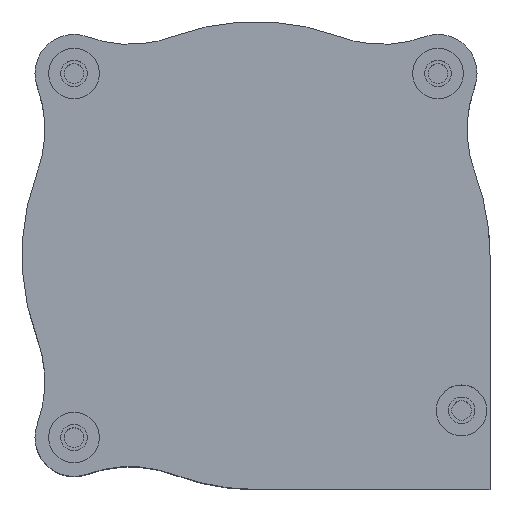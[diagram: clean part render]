
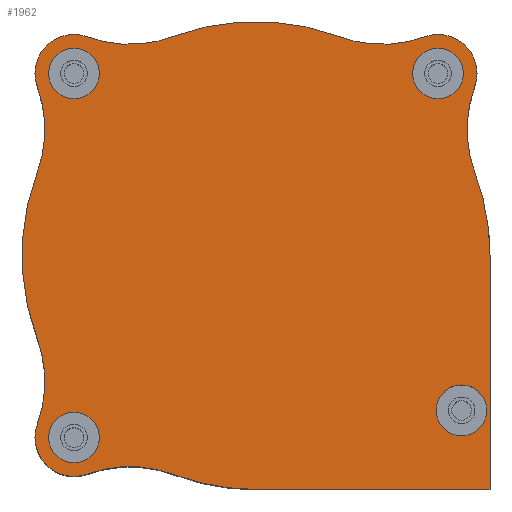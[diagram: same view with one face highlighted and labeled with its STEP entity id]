
A CAD part, top view. The second image highlights one B-rep face of the part: STEP entity #1962.
In plain terms, the highlighted planar face has unit normal (0, 0, 1).
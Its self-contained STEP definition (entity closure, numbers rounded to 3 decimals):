
#140=LINE('',#3518,#275);
#141=LINE('',#3519,#276);
#275=VECTOR('',#2806,10.);
#276=VECTOR('',#2807,10.);
#390=FACE_BOUND('',#636,.T.);
#391=FACE_BOUND('',#637,.T.);
#392=FACE_BOUND('',#638,.T.);
#393=FACE_BOUND('',#639,.T.);
#497=FACE_OUTER_BOUND('',#635,.T.);
#635=EDGE_LOOP('',(#1712,#1713,#1714,#1715,#1716,#1717,#1718,#1719,#1720,
#1721,#1722,#1723,#1724,#1725,#1726));
#636=EDGE_LOOP('',(#1727));
#637=EDGE_LOOP('',(#1728));
#638=EDGE_LOOP('',(#1729));
#639=EDGE_LOOP('',(#1730));
#744=CIRCLE('',#2147,3.25);
#748=CIRCLE('',#2154,3.25);
#752=CIRCLE('',#2161,3.25);
#756=CIRCLE('',#2168,3.25);
#762=CIRCLE('',#2179,30.);
#764=CIRCLE('',#2182,16.);
#766=CIRCLE('',#2185,5.);
#768=CIRCLE('',#2188,16.);
#770=CIRCLE('',#2191,30.);
#772=CIRCLE('',#2194,16.);
#774=CIRCLE('',#2197,5.);
#776=CIRCLE('',#2200,16.);
#778=CIRCLE('',#2203,30.);
#780=CIRCLE('',#2206,16.);
#782=CIRCLE('',#2209,5.);
#784=CIRCLE('',#2212,16.);
#786=CIRCLE('',#2215,30.);
#920=VERTEX_POINT('',#3378);
#924=VERTEX_POINT('',#3391);
#928=VERTEX_POINT('',#3404);
#932=VERTEX_POINT('',#3417);
#939=VERTEX_POINT('',#3439);
#940=VERTEX_POINT('',#3441);
#942=VERTEX_POINT('',#3447);
#944=VERTEX_POINT('',#3453);
#946=VERTEX_POINT('',#3459);
#948=VERTEX_POINT('',#3465);
#950=VERTEX_POINT('',#3471);
#952=VERTEX_POINT('',#3477);
#954=VERTEX_POINT('',#3483);
#956=VERTEX_POINT('',#3489);
#958=VERTEX_POINT('',#3495);
#960=VERTEX_POINT('',#3501);
#962=VERTEX_POINT('',#3507);
#964=VERTEX_POINT('',#3513);
#965=VERTEX_POINT('',#3517);
#1164=EDGE_CURVE('',#920,#920,#744,.T.);
#1170=EDGE_CURVE('',#924,#924,#748,.T.);
#1176=EDGE_CURVE('',#928,#928,#752,.T.);
#1182=EDGE_CURVE('',#932,#932,#756,.T.);
#1193=EDGE_CURVE('',#940,#939,#762,.T.);
#1196=EDGE_CURVE('',#942,#940,#764,.T.);
#1199=EDGE_CURVE('',#944,#942,#766,.T.);
#1202=EDGE_CURVE('',#946,#944,#768,.T.);
#1205=EDGE_CURVE('',#948,#946,#770,.T.);
#1208=EDGE_CURVE('',#950,#948,#772,.T.);
#1211=EDGE_CURVE('',#952,#950,#774,.T.);
#1214=EDGE_CURVE('',#954,#952,#776,.T.);
#1217=EDGE_CURVE('',#956,#954,#778,.T.);
#1220=EDGE_CURVE('',#958,#956,#780,.T.);
#1223=EDGE_CURVE('',#960,#958,#782,.T.);
#1226=EDGE_CURVE('',#962,#960,#784,.T.);
#1229=EDGE_CURVE('',#964,#962,#786,.T.);
#1231=EDGE_CURVE('',#939,#965,#140,.T.);
#1232=EDGE_CURVE('',#965,#964,#141,.T.);
#1712=ORIENTED_EDGE('',*,*,#1231,.T.);
#1713=ORIENTED_EDGE('',*,*,#1232,.T.);
#1714=ORIENTED_EDGE('',*,*,#1229,.T.);
#1715=ORIENTED_EDGE('',*,*,#1226,.T.);
#1716=ORIENTED_EDGE('',*,*,#1223,.T.);
#1717=ORIENTED_EDGE('',*,*,#1220,.T.);
#1718=ORIENTED_EDGE('',*,*,#1217,.T.);
#1719=ORIENTED_EDGE('',*,*,#1214,.T.);
#1720=ORIENTED_EDGE('',*,*,#1211,.T.);
#1721=ORIENTED_EDGE('',*,*,#1208,.T.);
#1722=ORIENTED_EDGE('',*,*,#1205,.T.);
#1723=ORIENTED_EDGE('',*,*,#1202,.T.);
#1724=ORIENTED_EDGE('',*,*,#1199,.T.);
#1725=ORIENTED_EDGE('',*,*,#1196,.T.);
#1726=ORIENTED_EDGE('',*,*,#1193,.T.);
#1727=ORIENTED_EDGE('',*,*,#1164,.T.);
#1728=ORIENTED_EDGE('',*,*,#1170,.T.);
#1729=ORIENTED_EDGE('',*,*,#1176,.T.);
#1730=ORIENTED_EDGE('',*,*,#1182,.T.);
#1856=PLANE('',#2216);
#1962=ADVANCED_FACE('',(#497,#390,#391,#392,#393),#1856,.T.);
#2147=AXIS2_PLACEMENT_3D('',#3379,#2642,#2643);
#2154=AXIS2_PLACEMENT_3D('',#3392,#2658,#2659);
#2161=AXIS2_PLACEMENT_3D('',#3405,#2674,#2675);
#2168=AXIS2_PLACEMENT_3D('',#3418,#2690,#2691);
#2179=AXIS2_PLACEMENT_3D('',#3442,#2717,#2718);
#2182=AXIS2_PLACEMENT_3D('',#3448,#2724,#2725);
#2185=AXIS2_PLACEMENT_3D('',#3454,#2731,#2732);
#2188=AXIS2_PLACEMENT_3D('',#3460,#2738,#2739);
#2191=AXIS2_PLACEMENT_3D('',#3466,#2745,#2746);
#2194=AXIS2_PLACEMENT_3D('',#3472,#2752,#2753);
#2197=AXIS2_PLACEMENT_3D('',#3478,#2759,#2760);
#2200=AXIS2_PLACEMENT_3D('',#3484,#2766,#2767);
#2203=AXIS2_PLACEMENT_3D('',#3490,#2773,#2774);
#2206=AXIS2_PLACEMENT_3D('',#3496,#2780,#2781);
#2209=AXIS2_PLACEMENT_3D('',#3502,#2787,#2788);
#2212=AXIS2_PLACEMENT_3D('',#3508,#2794,#2795);
#2215=AXIS2_PLACEMENT_3D('',#3514,#2801,#2802);
#2216=AXIS2_PLACEMENT_3D('',#3516,#2804,#2805);
#2642=DIRECTION('center_axis',(0.,0.,
-1.));
#2643=DIRECTION('ref_axis',(1.,0.,0.));
#2658=DIRECTION('center_axis',(0.,0.,
-1.));
#2659=DIRECTION('ref_axis',(1.,0.,0.));
#2674=DIRECTION('center_axis',(0.,0.,
-1.));
#2675=DIRECTION('ref_axis',(1.,0.,0.));
#2690=DIRECTION('center_axis',(0.,0.,
-1.));
#2691=DIRECTION('ref_axis',(1.,0.,0.));
#2717=DIRECTION('center_axis',(0.,0.,
1.));
#2718=DIRECTION('ref_axis',(1.,0.,0.));
#2724=DIRECTION('center_axis',(0.,0.,
-1.));
#2725=DIRECTION('ref_axis',(0.351,0.936,0.));
#2731=DIRECTION('center_axis',(0.,0.,
1.));
#2732=DIRECTION('ref_axis',(-0.94,0.342,0.));
#2738=DIRECTION('center_axis',(0.,0.,
-1.));
#2739=DIRECTION('ref_axis',(0.94,-0.342,0.));
#2745=DIRECTION('center_axis',(0.,0.,
1.));
#2746=DIRECTION('ref_axis',(1.,0.,0.));
#2752=DIRECTION('center_axis',(0.,0.,
-1.));
#2753=DIRECTION('ref_axis',(0.936,-0.351,0.));
#2759=DIRECTION('center_axis',(0.,0.,
1.));
#2760=DIRECTION('ref_axis',(0.342,0.94,0.));
#2766=DIRECTION('center_axis',(0.,0.,
-1.));
#2767=DIRECTION('ref_axis',(-0.342,-0.94,0.));
#2773=DIRECTION('center_axis',(0.,0.,
1.));
#2774=DIRECTION('ref_axis',(1.,0.,0.));
#2780=DIRECTION('center_axis',(0.,0.,
-1.));
#2781=DIRECTION('ref_axis',(-0.351,-0.936,0.));
#2787=DIRECTION('center_axis',(0.,0.,
1.));
#2788=DIRECTION('ref_axis',(0.94,-0.342,0.));
#2794=DIRECTION('center_axis',(0.,0.,
-1.));
#2795=DIRECTION('ref_axis',(-0.94,0.342,0.));
#2801=DIRECTION('center_axis',(0.,0.,
1.));
#2802=DIRECTION('ref_axis',(1.,0.,0.));
#2804=DIRECTION('center_axis',(0.,0.,
1.));
#2805=DIRECTION('ref_axis',(-1.,0.,0.));
#2806=DIRECTION('',(1.,0.,0.));
#2807=DIRECTION('',(0.,1.,0.));
#3378=CARTESIAN_POINT('',(-26.585,-23.335,50.));
#3379=CARTESIAN_POINT('Origin',(-23.335,-23.335,50.));
#3391=CARTESIAN_POINT('',(20.085,23.335,50.));
#3392=CARTESIAN_POINT('Origin',(23.335,23.335,50.));
#3404=CARTESIAN_POINT('',(-26.585,23.335,50.));
#3405=CARTESIAN_POINT('Origin',(-23.335,23.335,50.));
#3417=CARTESIAN_POINT('',(23.105,-19.86,50.));
#3418=CARTESIAN_POINT('Origin',(26.355,-19.86,50.));
#3439=CARTESIAN_POINT('',(0.,-30.,50.));
#3441=CARTESIAN_POINT('',(-10.537,-28.089,50.));
#3442=CARTESIAN_POINT('Origin',(0.,0.,
50.));
#3447=CARTESIAN_POINT('',(-21.625,-28.033,50.));
#3448=CARTESIAN_POINT('Origin',(-16.156,-43.07,50.));
#3453=CARTESIAN_POINT('',(-28.033,-21.625,50.));
#3454=CARTESIAN_POINT('Origin',(-23.335,-23.335,50.));
#3459=CARTESIAN_POINT('',(-28.089,-10.537,50.));
#3460=CARTESIAN_POINT('Origin',(-43.07,-16.156,50.));
#3465=CARTESIAN_POINT('',(-28.089,10.537,50.));
#3466=CARTESIAN_POINT('Origin',(0.,0.,
50.));
#3471=CARTESIAN_POINT('',(-28.033,21.625,50.));
#3472=CARTESIAN_POINT('Origin',(-43.07,16.156,50.));
#3477=CARTESIAN_POINT('',(-21.625,28.033,50.));
#3478=CARTESIAN_POINT('Origin',(-23.335,23.335,50.));
#3483=CARTESIAN_POINT('',(-10.537,28.089,50.));
#3484=CARTESIAN_POINT('Origin',(-16.156,43.07,50.));
#3489=CARTESIAN_POINT('',(10.537,28.089,50.));
#3490=CARTESIAN_POINT('Origin',(0.,0.,
50.));
#3495=CARTESIAN_POINT('',(21.625,28.033,50.));
#3496=CARTESIAN_POINT('Origin',(16.156,43.07,50.));
#3501=CARTESIAN_POINT('',(28.033,21.625,50.));
#3502=CARTESIAN_POINT('Origin',(23.335,23.335,50.));
#3507=CARTESIAN_POINT('',(28.089,10.537,50.));
#3508=CARTESIAN_POINT('Origin',(43.07,16.156,50.));
#3513=CARTESIAN_POINT('',(30.,0.,50.));
#3514=CARTESIAN_POINT('Origin',(0.,0.,
50.));
#3516=CARTESIAN_POINT('Origin',(0.,0.,
50.));
#3517=CARTESIAN_POINT('',(30.,-30.,50.));
#3518=CARTESIAN_POINT('',(0.,-30.,50.));
#3519=CARTESIAN_POINT('',(30.,-30.,50.));
